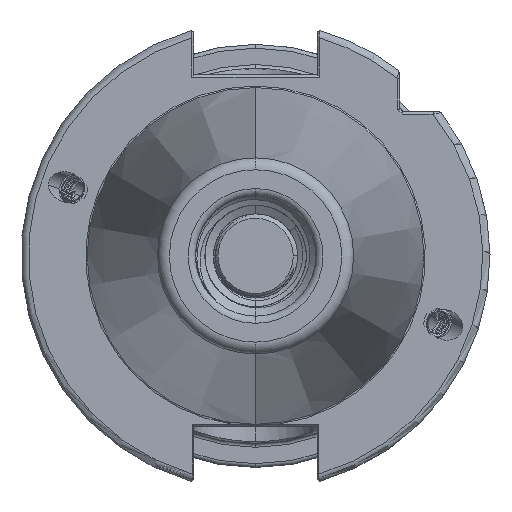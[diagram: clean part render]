
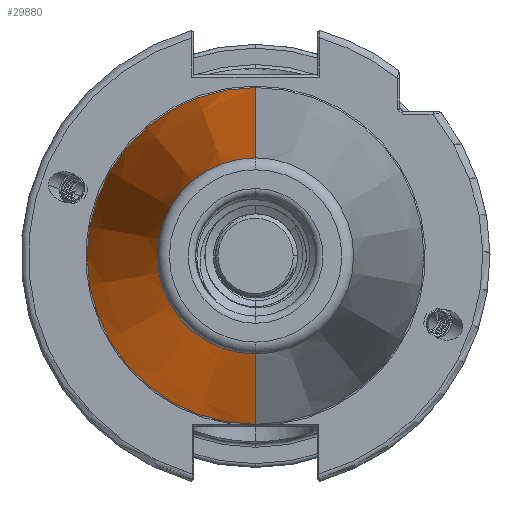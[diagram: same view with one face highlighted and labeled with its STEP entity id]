
A CAD part, left-side view. The second image highlights one B-rep face of the part: STEP entity #29880.
In plain terms, the highlighted conical face has half-angle 8.297 degrees and reference radius 35.392 mm.
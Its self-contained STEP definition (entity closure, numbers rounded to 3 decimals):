
#323 = DIRECTION ( 'NONE',  ( 0., 1., 0. ) ) ;
#340 = DIRECTION ( 'NONE',  ( 1., 0., 0. ) ) ;
#344 = CARTESIAN_POINT ( 'NONE',  ( -2.5, 0., 0. ) ) ;
#1162 = CARTESIAN_POINT ( 'NONE',  ( 0., 0., 35.392 ) ) ;
#1196 = DIRECTION ( 'NONE',  ( 0., 0., 1. ) ) ;
#1197 = CARTESIAN_POINT ( 'NONE',  ( -2.5, 0., 0. ) ) ;
#1200 = DIRECTION ( 'NONE',  ( 1., 0., 0. ) ) ;
#1206 = DIRECTION ( 'NONE',  ( 0.99, 0., 0.144 ) ) ;
#1207 = DIRECTION ( 'NONE',  ( 1., 0., 0. ) ) ;
#1222 = DIRECTION ( 'NONE',  ( 0., 1., 0. ) ) ;
#1223 = CARTESIAN_POINT ( 'NONE',  ( -102.811, 0., 0. ) ) ;
#6090 = CARTESIAN_POINT ( 'NONE',  ( 0., 0., -35.392 ) ) ;
#6091 = DIRECTION ( 'NONE',  ( 0.99, 0., -0.144 ) ) ;
#12020 = EDGE_CURVE ( 'NONE', #20201, #20207, #14608, .T. ) ;
#12027 = EDGE_CURVE ( 'NONE', #20187, #20201, #14569, .T. ) ;
#12029 = EDGE_CURVE ( 'NONE', #20232, #20202, #14535, .T. ) ;
#12053 = EDGE_CURVE ( 'NONE', #20202, #20207, #28475, .T. ) ;
#12101 = EDGE_CURVE ( 'NONE', #20187, #20232, #28431, .T. ) ;
#12663 = EDGE_LOOP ( 'NONE', ( #20738, #20787, #20814, #20770, #20772 ) ) ;
#13303 = CARTESIAN_POINT ( 'NONE',  ( 0., 0., 0. ) ) ;
#13339 = DIRECTION ( 'NONE',  ( 1., 0., 0. ) ) ;
#13366 = DIRECTION ( 'NONE',  ( 0., 0., -1. ) ) ;
#14535 = CIRCLE ( 'NONE', #40369, 35.027 ) ;
#14557 = VECTOR ( 'NONE', #1206, 1000. ) ;
#14569 = CIRCLE ( 'NONE', #40406, 20.399 ) ;
#14608 = LINE ( 'NONE', #1162, #14557 ) ;
#16782 = CARTESIAN_POINT ( 'NONE',  ( -102.811, 0., -20.399 ) ) ;
#16824 = CARTESIAN_POINT ( 'NONE',  ( -2.5, 35.027, 0. ) ) ;
#16846 = CARTESIAN_POINT ( 'NONE',  ( -2.5, 0., -35.027 ) ) ;
#16850 = CARTESIAN_POINT ( 'NONE',  ( -2.5, 0., 35.027 ) ) ;
#16860 = CARTESIAN_POINT ( 'NONE',  ( -102.811, 0., 20.399 ) ) ;
#20187 = VERTEX_POINT ( 'NONE', #16782 ) ;
#20201 = VERTEX_POINT ( 'NONE', #16860 ) ;
#20202 = VERTEX_POINT ( 'NONE', #16824 ) ;
#20207 = VERTEX_POINT ( 'NONE', #16850 ) ;
#20232 = VERTEX_POINT ( 'NONE', #16846 ) ;
#20738 = ORIENTED_EDGE ( 'NONE', *, *, #12027, .T. ) ;
#20770 = ORIENTED_EDGE ( 'NONE', *, *, #12029, .F. ) ;
#20772 = ORIENTED_EDGE ( 'NONE', *, *, #12101, .F. ) ;
#20787 = ORIENTED_EDGE ( 'NONE', *, *, #12020, .T. ) ;
#20814 = ORIENTED_EDGE ( 'NONE', *, *, #12053, .F. ) ;
#28431 = LINE ( 'NONE', #6090, #28504 ) ;
#28475 = CIRCLE ( 'NONE', #40407, 35.027 ) ;
#28504 = VECTOR ( 'NONE', #6091, 1000. ) ;
#29880 = ADVANCED_FACE ( 'NONE', ( #39706 ), #39655, .T. ) ;
#30186 = AXIS2_PLACEMENT_3D ( 'NONE', #13303, #13339, #13366 ) ;
#39655 = CONICAL_SURFACE ( 'NONE', #30186, 35.392, 0.145 ) ;
#39706 = FACE_OUTER_BOUND ( 'NONE', #12663, .T. ) ;
#40369 = AXIS2_PLACEMENT_3D ( 'NONE', #1197, #1207, #1222 ) ;
#40406 = AXIS2_PLACEMENT_3D ( 'NONE', #1223, #1200, #1196 ) ;
#40407 = AXIS2_PLACEMENT_3D ( 'NONE', #344, #340, #323 ) ;
